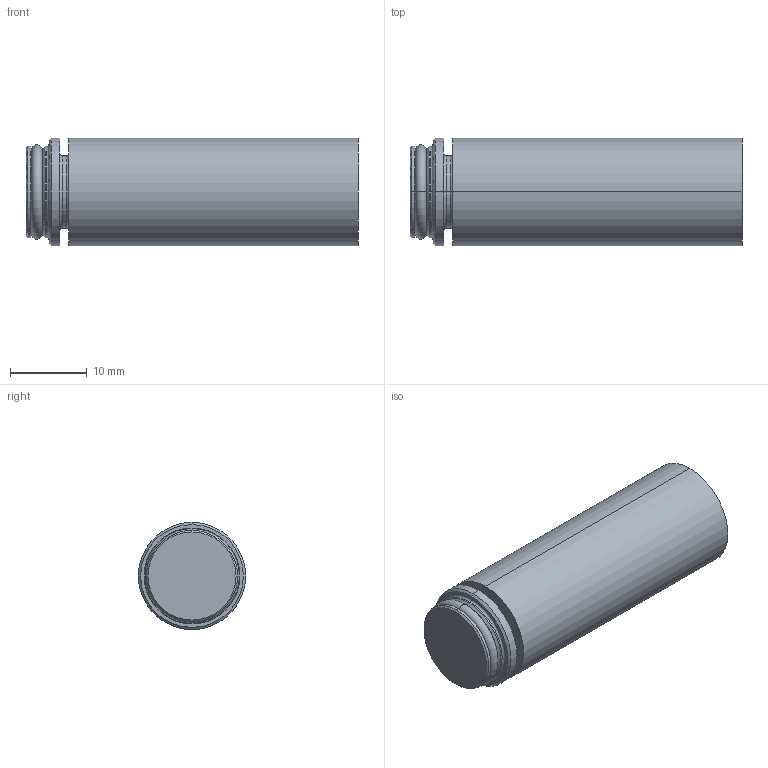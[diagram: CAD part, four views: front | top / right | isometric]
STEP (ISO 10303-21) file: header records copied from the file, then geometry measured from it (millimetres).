
FILE_DESCRIPTION (( 'STEP AP214' ), '1' );
FILE_NAME ('ZK2-SC3-6-A.STEP', '2018-05-24T04:33:26', ( 'SONIC' ), ( 'UNITCOM PC' ), 'SwSTEP 2.0', 'SolidWorks 2015', '' );
FILE_SCHEMA (( 'AUTOMOTIVE_DESIGN' ));
Length unit declared in the file: millimetre
Products named in the file (1): ZK2-SC3-6-A
Bounding box: 43.3 x 14 x 14 mm (x, y, z)
Volume: 6429.9 mm3; surface area: 2434.3 mm2
Topology: 1 solids, 1 shells, 37 faces, 72 edges, 44 vertices
Faces by surface type: torus 12, cylinder 10, plane 9, cone 6
Entity records: 1000 total; most frequent: DIRECTION 204, CARTESIAN_POINT 154, ORIENTED_EDGE 144, AXIS2_PLACEMENT_3D 94, EDGE_CURVE 72, CIRCLE 56, VERTEX_POINT 44, EDGE_LOOP 44
